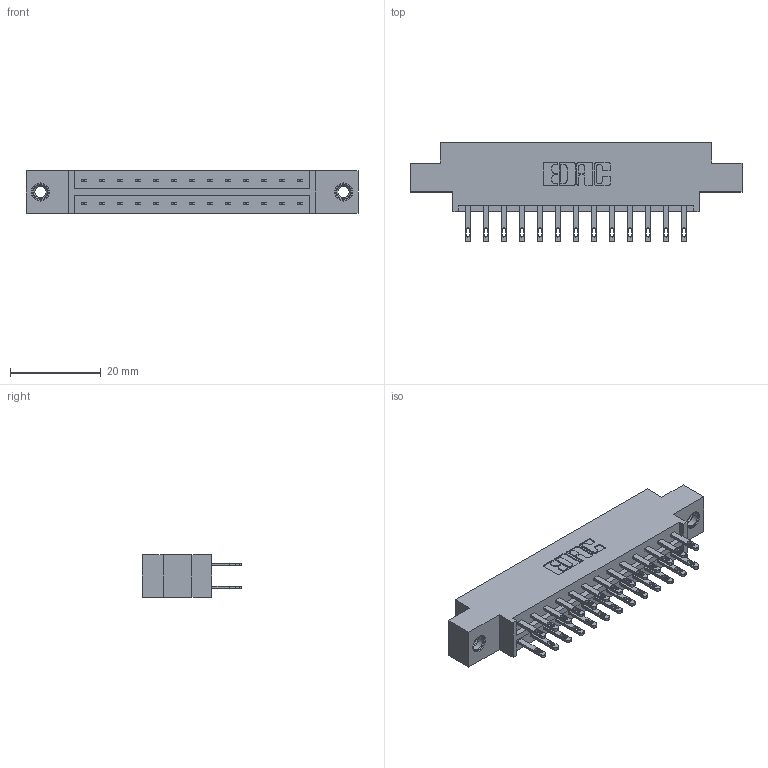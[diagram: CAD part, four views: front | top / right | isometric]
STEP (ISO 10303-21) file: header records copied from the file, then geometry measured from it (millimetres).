
FILE_DESCRIPTION (( 'STEP AP203' ), '1' );
FILE_NAME ('333-026-500-807.STEP', '2018-08-02T12:27:19', ( '' ), ( '' ), 'SwSTEP 2.0', 'SolidWorks 2016', '' );
FILE_SCHEMA (( 'CONFIG_CONTROL_DESIGN' ));
Length unit declared in the file: inch
Products named in the file (4): 333 Part_Offset - .156 Dia - TI; 345-292-001_345-293-100; 345-250-001_345-250-005-103; 333-026-500-807
Assembly tree (29 placements, depth 2):
  333-026-500-807
    333 Part_Offset - .156 Dia - TI
    345-292-001_345-293-100  x26
    345-250-001_345-250-005-103  x2
Bounding box: 73.05 x 21.85 x 9.4 mm (x, y, z)
Volume: 7025 mm3; surface area: 8534.7 mm2
Topology: 29 solids, 29 shells, 1426 faces, 4281 edges, 2846 vertices
Faces by surface type: plane 886, cylinder 524, cone 12, torus 4
Entity records: 13362 total; most frequent: CARTESIAN_POINT 2233, ORIENTED_EDGE 2162, DIRECTION 1991, EDGE_CURVE 1081, LINE 929, VECTOR 929, VERTEX_POINT 716, AXIS2_PLACEMENT_3D 531
